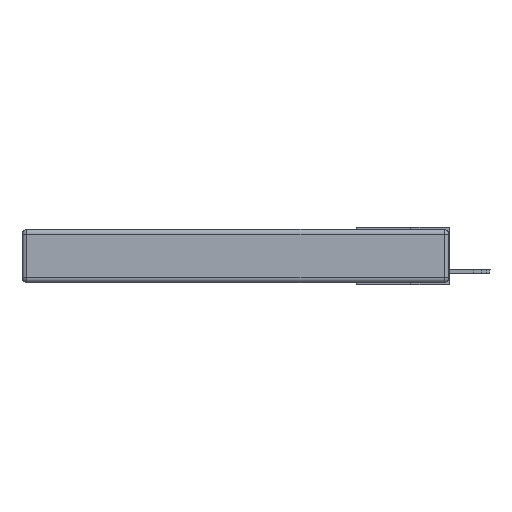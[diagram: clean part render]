
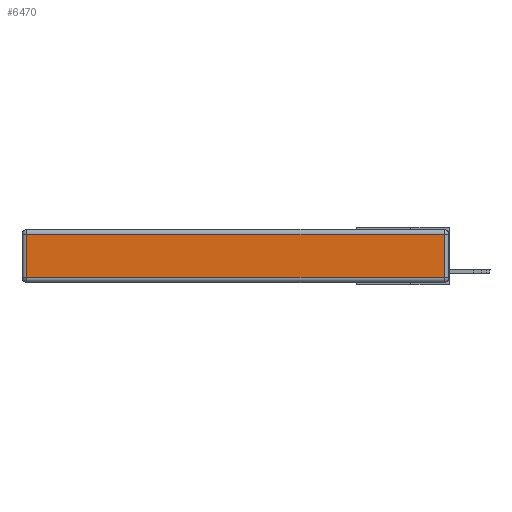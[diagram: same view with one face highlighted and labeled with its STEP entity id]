
A CAD part, left-side view. The second image highlights one B-rep face of the part: STEP entity #6470.
In plain terms, the highlighted planar face has unit normal (-1, 0, 0).
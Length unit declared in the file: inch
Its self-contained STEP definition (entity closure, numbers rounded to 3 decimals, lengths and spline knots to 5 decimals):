
#496 = LINE ( 'NONE', #25048, #9362 ) ;
#790 = ORIENTED_EDGE ( 'NONE', *, *, #25284, .T. ) ;
#885 = CARTESIAN_POINT ( 'NONE',  ( 0., 2.72, -0.313 ) ) ;
#1130 = ORIENTED_EDGE ( 'NONE', *, *, #24578, .T. ) ;
#1412 = FACE_OUTER_BOUND ( 'NONE', #8995, .T. ) ;
#1995 = ORIENTED_EDGE ( 'NONE', *, *, #15902, .T. ) ;
#2176 = DIRECTION ( 'NONE',  ( -1., 0., 0. ) ) ;
#3772 = DIRECTION ( 'NONE',  ( 0., 1., 0. ) ) ;
#4326 = EDGE_CURVE ( 'NONE', #11959, #27009, #496, .T. ) ;
#4458 = CARTESIAN_POINT ( 'NONE',  ( 0., 0., -0.343 ) ) ;
#4545 = VERTEX_POINT ( 'NONE', #885 ) ;
#5033 = ORIENTED_EDGE ( 'NONE', *, *, #4326, .T. ) ;
#5129 = CARTESIAN_POINT ( 'NONE',  ( 0., 0.03, -0.343 ) ) ;
#5417 = CARTESIAN_POINT ( 'NONE',  ( 0., 2.72, -0.03 ) ) ;
#6300 = DIRECTION ( 'NONE',  ( 0., 0., -1. ) ) ;
#6470 = ADVANCED_FACE ( 'NONE', ( #1412 ), #18738, .T. ) ;
#6936 = VECTOR ( 'NONE', #6300, 39.37008 ) ;
#7576 = CARTESIAN_POINT ( 'NONE',  ( 0., 0.03, -0.313 ) ) ;
#8995 = EDGE_LOOP ( 'NONE', ( #790, #1130, #5033, #1995 ) ) ;
#9362 = VECTOR ( 'NONE', #3772, 39.37008 ) ;
#10300 = AXIS2_PLACEMENT_3D ( 'NONE', #4458, #2176, #20868 ) ;
#10838 = LINE ( 'NONE', #19391, #13202 ) ;
#11959 = VERTEX_POINT ( 'NONE', #18734 ) ;
#13003 = DIRECTION ( 'NONE',  ( 0., -1., 0. ) ) ;
#13202 = VECTOR ( 'NONE', #13003, 39.37008 ) ;
#15153 = VERTEX_POINT ( 'NONE', #7576 ) ;
#15902 = EDGE_CURVE ( 'NONE', #27009, #4545, #24295, .T. ) ;
#16763 = CARTESIAN_POINT ( 'NONE',  ( 0., 2.72, -0.343 ) ) ;
#18734 = CARTESIAN_POINT ( 'NONE',  ( 0., 0.03, -0.03 ) ) ;
#18738 = PLANE ( 'NONE',  #10300 ) ;
#19391 = CARTESIAN_POINT ( 'NONE',  ( 0., 0., -0.313 ) ) ;
#20868 = DIRECTION ( 'NONE',  ( 0., 0., 1. ) ) ;
#21028 = VECTOR ( 'NONE', #22121, 39.37008 ) ;
#21632 = LINE ( 'NONE', #5129, #21028 ) ;
#22121 = DIRECTION ( 'NONE',  ( 0., 0., 1. ) ) ;
#24295 = LINE ( 'NONE', #16763, #6936 ) ;
#24578 = EDGE_CURVE ( 'NONE', #15153, #11959, #21632, .T. ) ;
#25048 = CARTESIAN_POINT ( 'NONE',  ( 0., 2.75, -0.03 ) ) ;
#25284 = EDGE_CURVE ( 'NONE', #4545, #15153, #10838, .T. ) ;
#27009 = VERTEX_POINT ( 'NONE', #5417 ) ;
